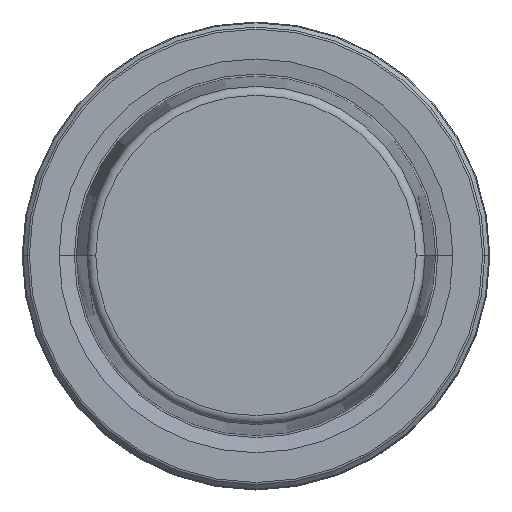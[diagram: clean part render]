
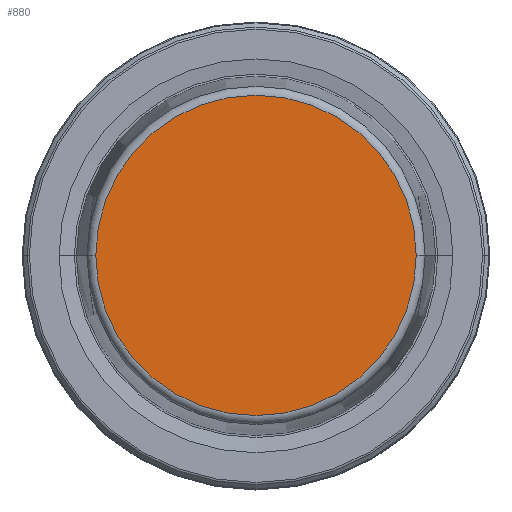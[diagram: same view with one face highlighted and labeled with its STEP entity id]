
A CAD part, top view. The second image highlights one B-rep face of the part: STEP entity #880.
In plain terms, the highlighted planar face has unit normal (0, 0, 1).
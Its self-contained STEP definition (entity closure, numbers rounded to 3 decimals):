
#15 = AXIS2_PLACEMENT_3D ( 'NONE', #128, #291, #278 ) ;
#52 = AXIS2_PLACEMENT_3D ( 'NONE', #763, #266, #600 ) ;
#70 = CARTESIAN_POINT ( 'NONE',  ( -21.581, 0., 31.9 ) ) ;
#100 = CARTESIAN_POINT ( 'NONE',  ( 21.581, 0., 31.9 ) ) ;
#106 = EDGE_LOOP ( 'NONE', ( #1008, #292 ) ) ;
#128 = CARTESIAN_POINT ( 'NONE',  ( 0., 0., 31.9 ) ) ;
#169 = EDGE_CURVE ( 'NONE', #308, #886, #1146, .T. ) ;
#215 = EDGE_CURVE ( 'NONE', #886, #308, #509, .T. ) ;
#266 = DIRECTION ( 'NONE',  ( 0., 0., -1. ) ) ;
#278 = DIRECTION ( 'NONE',  ( 1., 0., 0. ) ) ;
#291 = DIRECTION ( 'NONE',  ( 0., 0., 1. ) ) ;
#292 = ORIENTED_EDGE ( 'NONE', *, *, #215, .T. ) ;
#296 = CARTESIAN_POINT ( 'NONE',  ( 0., 0., 31.9 ) ) ;
#308 = VERTEX_POINT ( 'NONE', #100 ) ;
#469 = AXIS2_PLACEMENT_3D ( 'NONE', #296, #1244, #958 ) ;
#509 = CIRCLE ( 'NONE', #15, 21.581 ) ;
#540 = PLANE ( 'NONE',  #52 ) ;
#600 = DIRECTION ( 'NONE',  ( -1., 0., 0. ) ) ;
#763 = CARTESIAN_POINT ( 'NONE',  ( 0., 0., 31.9 ) ) ;
#880 = ADVANCED_FACE ( 'NONE', ( #1040 ), #540, .F. ) ;
#886 = VERTEX_POINT ( 'NONE', #70 ) ;
#958 = DIRECTION ( 'NONE',  ( 1., 0., 0. ) ) ;
#1008 = ORIENTED_EDGE ( 'NONE', *, *, #169, .T. ) ;
#1040 = FACE_OUTER_BOUND ( 'NONE', #106, .T. ) ;
#1146 = CIRCLE ( 'NONE', #469, 21.581 ) ;
#1244 = DIRECTION ( 'NONE',  ( 0., 0., 1. ) ) ;
